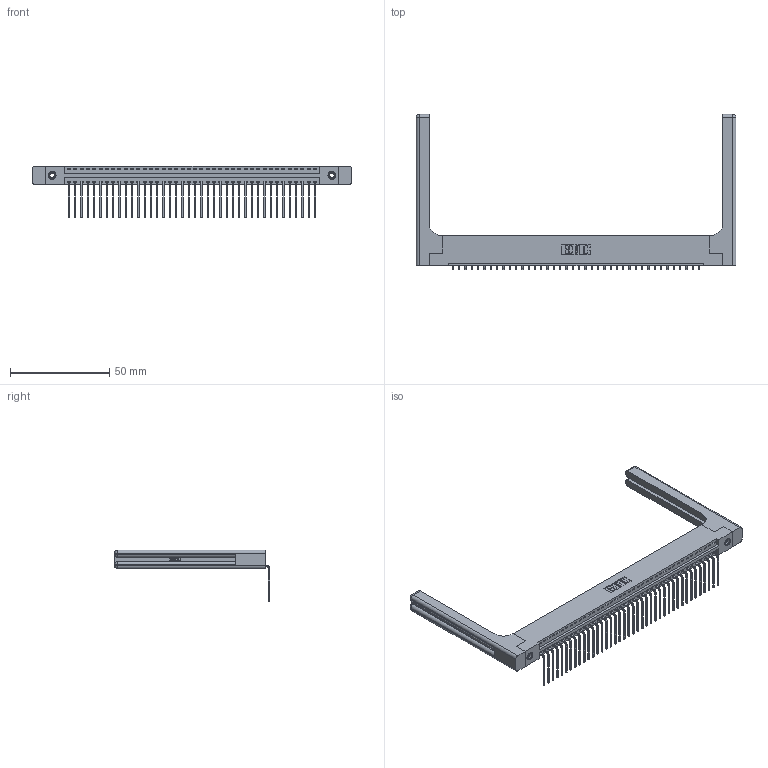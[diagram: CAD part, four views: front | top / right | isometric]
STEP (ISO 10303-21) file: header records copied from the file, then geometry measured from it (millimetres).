
FILE_DESCRIPTION (( 'STEP AP203' ), '1' );
FILE_NAME ('346-040-559-158.STEP', '2022-05-07T10:35:29', ( '' ), ( '' ), 'SwSTEP 2.0', 'SolidWorks 2020', '' );
FILE_SCHEMA (( 'CONFIG_CONTROL_DESIGN' ));
Length unit declared in the file: inch
Products named in the file (5): 346-040-559-158; 345-250-001_345-250-001-102; 345-292-001_558 559 Tail - 1; 346-220-058_345-220-058; 346 Part_Flush Mounting Lugs - 0.156 Dia-TH
Assembly tree (45 placements, depth 2):
  346-040-559-158
    346 Part_Flush Mounting Lugs - 0.156 Dia-TH
    345-292-001_558 559 Tail - 1  x40
    345-250-001_345-250-001-102  x2
    346-220-058_345-220-058  x2
Bounding box: 161.06 x 78.04 x 26.16 mm (x, y, z)
Volume: 23036.9 mm3; surface area: 25371.5 mm2
Topology: 45 solids, 45 shells, 2792 faces, 8311 edges, 5466 vertices
Faces by surface type: plane 1918, cylinder 814, bspline 36, cone 12, sphere 8, torus 4
Entity records: 30776 total; most frequent: CARTESIAN_POINT 6259, ORIENTED_EDGE 5028, DIRECTION 4454, EDGE_CURVE 2514, LINE 2130, VECTOR 2130, VERTEX_POINT 1666, AXIS2_PLACEMENT_3D 1162
